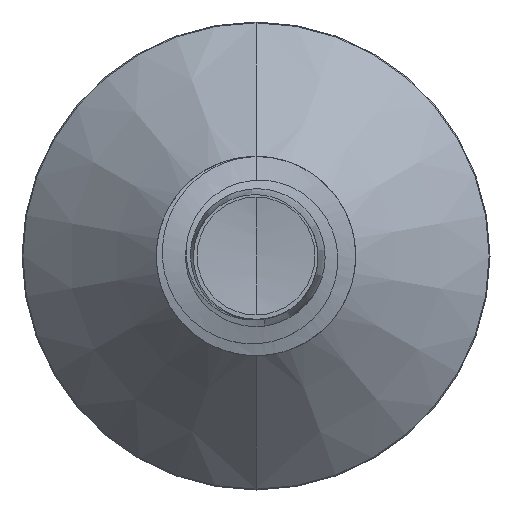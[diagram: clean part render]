
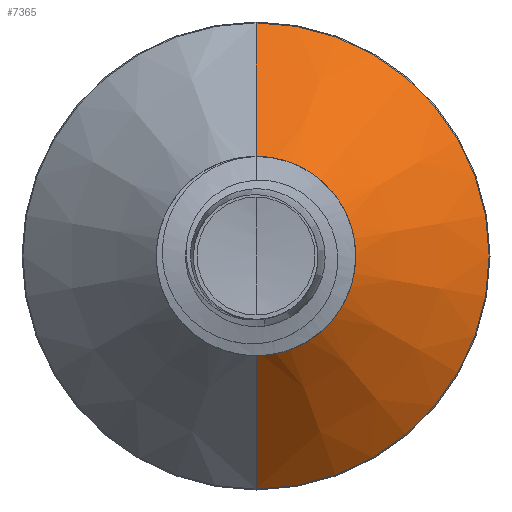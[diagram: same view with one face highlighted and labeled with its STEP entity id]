
A CAD part, front view. The second image highlights one B-rep face of the part: STEP entity #7365.
In plain terms, the highlighted conical face has half-angle 45 degrees and reference radius 0.476 mm.
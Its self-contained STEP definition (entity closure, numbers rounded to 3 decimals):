
#101 = VECTOR ( 'NONE', #1106, 1000. ) ;
#421 = LINE ( 'NONE', #1154, #101 ) ;
#1076 = CIRCLE ( 'NONE', #3493, 1.171 ) ;
#1088 = CARTESIAN_POINT ( 'NONE',  ( 0., 1.601, 0. ) ) ;
#1106 = DIRECTION ( 'NONE',  ( 0., 0.707, -0.707 ) ) ;
#1154 = CARTESIAN_POINT ( 'NONE',  ( 0., 1.601, -0.476 ) ) ;
#1689 = DIRECTION ( 'NONE',  ( 0., 0.707, 0.707 ) ) ;
#1930 = DIRECTION ( 'NONE',  ( 0., 1., 0. ) ) ;
#2246 = CONICAL_SURFACE ( 'NONE', #7748, 0.476, 0.785 ) ;
#2818 = AXIS2_PLACEMENT_3D ( 'NONE', #9114, #2972, #10074 ) ;
#2972 = DIRECTION ( 'NONE',  ( 0., 1., 0. ) ) ;
#3039 = LINE ( 'NONE', #4721, #10786 ) ;
#3493 = AXIS2_PLACEMENT_3D ( 'NONE', #8155, #1930, #9122 ) ;
#3739 = ORIENTED_EDGE ( 'NONE', *, *, #10488, .T. ) ;
#4430 = DIRECTION ( 'NONE',  ( 0., 1., 0. ) ) ;
#4536 = CARTESIAN_POINT ( 'NONE',  ( 0., 2.296, -1.171 ) ) ;
#4692 = ORIENTED_EDGE ( 'NONE', *, *, #8801, .F. ) ;
#4721 = CARTESIAN_POINT ( 'NONE',  ( 0., 1.601, 0.476 ) ) ;
#5087 = VERTEX_POINT ( 'NONE', #8253 ) ;
#6857 = VERTEX_POINT ( 'NONE', #12767 ) ;
#7365 = ADVANCED_FACE ( 'NONE', ( #8090 ), #2246, .T. ) ;
#7748 = AXIS2_PLACEMENT_3D ( 'NONE', #1088, #4430, #10434 ) ;
#7756 = VERTEX_POINT ( 'NONE', #10516 ) ;
#7909 = CIRCLE ( 'NONE', #2818, 0.476 ) ;
#8090 = FACE_OUTER_BOUND ( 'NONE', #8291, .T. ) ;
#8155 = CARTESIAN_POINT ( 'NONE',  ( 0., 2.296, 0. ) ) ;
#8212 = ORIENTED_EDGE ( 'NONE', *, *, #9641, .F. ) ;
#8253 = CARTESIAN_POINT ( 'NONE',  ( 0., 1.601, -0.476 ) ) ;
#8291 = EDGE_LOOP ( 'NONE', ( #3739, #9822, #8212, #4692 ) ) ;
#8447 = VERTEX_POINT ( 'NONE', #4536 ) ;
#8801 = EDGE_CURVE ( 'NONE', #6857, #7756, #3039, .T. ) ;
#9114 = CARTESIAN_POINT ( 'NONE',  ( 0., 1.601, 0. ) ) ;
#9122 = DIRECTION ( 'NONE',  ( 0., 0., 1. ) ) ;
#9641 = EDGE_CURVE ( 'NONE', #7756, #8447, #1076, .T. ) ;
#9805 = EDGE_CURVE ( 'NONE', #5087, #8447, #421, .T. ) ;
#9822 = ORIENTED_EDGE ( 'NONE', *, *, #9805, .T. ) ;
#10074 = DIRECTION ( 'NONE',  ( 0., 0., 1. ) ) ;
#10434 = DIRECTION ( 'NONE',  ( 0., 0., 1. ) ) ;
#10488 = EDGE_CURVE ( 'NONE', #6857, #5087, #7909, .T. ) ;
#10516 = CARTESIAN_POINT ( 'NONE',  ( 0., 2.296, 1.171 ) ) ;
#10786 = VECTOR ( 'NONE', #1689, 1000. ) ;
#12767 = CARTESIAN_POINT ( 'NONE',  ( 0., 1.601, 0.476 ) ) ;
